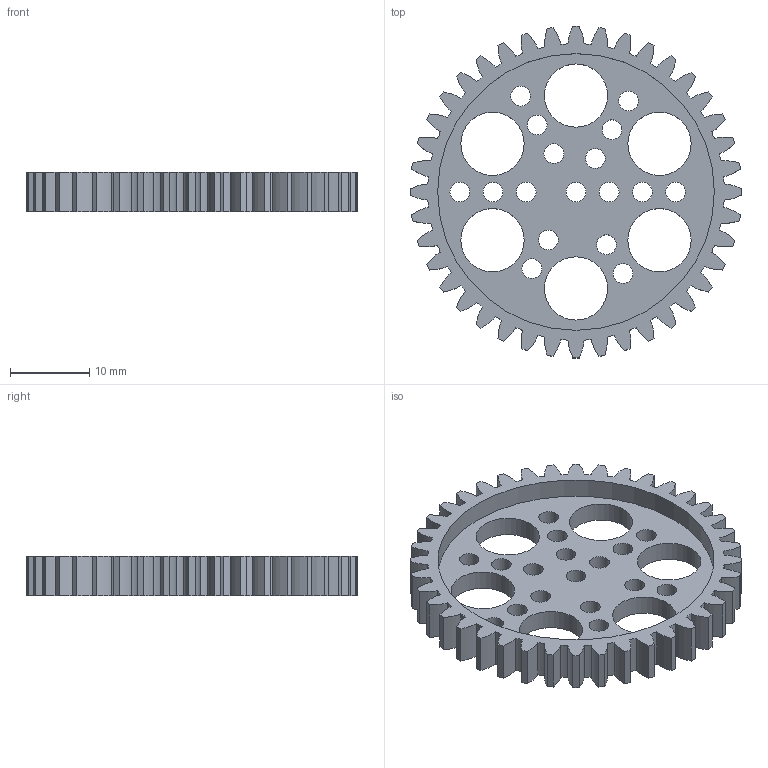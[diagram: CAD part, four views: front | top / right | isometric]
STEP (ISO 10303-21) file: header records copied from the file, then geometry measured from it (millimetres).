
FILE_DESCRIPTION(('Open CASCADE Model'),'2;1');
FILE_NAME('Open CASCADE Shape Model','2026-01-03T20:09:41',('Author'),( 'Open CASCADE'),'Open CASCADE STEP processor 7.8','Open CASCADE 7.8' ,'Unknown');
FILE_SCHEMA(('AUTOMOTIVE_DESIGN { 1 0 10303 214 1 1 1 1 }'));
Length unit declared in the file: millimetre
Products named in the file (1): Open CASCADE STEP translator 7.8 3
Bounding box: 41.99 x 41.99 x 5 mm (x, y, z)
Volume: 2862.7 mm3; surface area: 3978.1 mm2
Topology: 1 solids, 1 shells, 187 faces, 552 edges, 368 vertices
Faces by surface type: bspline 160, cylinder 24, plane 3
Full cylindrical faces by diameter (mm): 2.5 x17, 8 x6, 35 x1
Entity records: 14555 total; most frequent: CARTESIAN_POINT 5418, ORIENTED_EDGE 1104, PCURVE 1104, DEFINITIONAL_REPRESENTATION 1104, DIRECTION 959, B_SPLINE_CURVE_WITH_KNOTS 800, LINE 760, VECTOR 760
